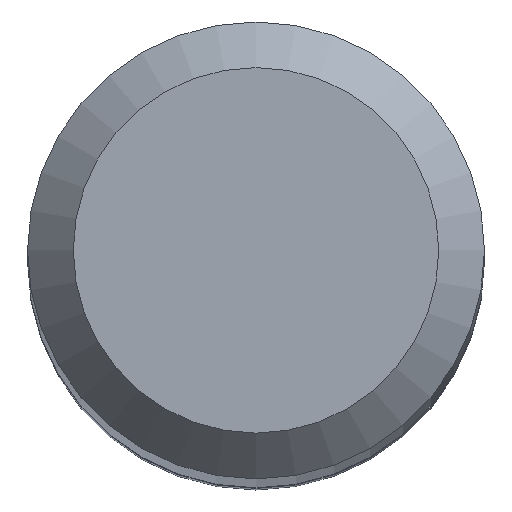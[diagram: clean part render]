
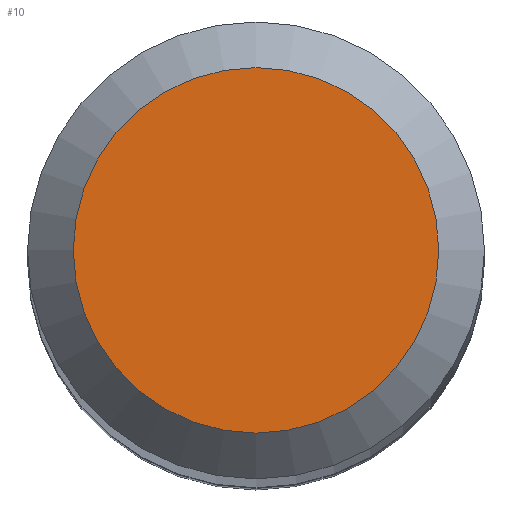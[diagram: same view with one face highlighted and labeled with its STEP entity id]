
A CAD part, top view. The second image highlights one B-rep face of the part: STEP entity #10.
In plain terms, the highlighted planar face has unit normal (0, 0, 1).
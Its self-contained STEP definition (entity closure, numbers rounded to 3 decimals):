
#10 = ADVANCED_FACE ( 'NONE', ( #85 ), #210, .F. ) ;
#42 = CARTESIAN_POINT ( 'NONE',  ( 0., 1.6, 57. ) ) ;
#53 = ORIENTED_EDGE ( 'NONE', *, *, #222, .F. ) ;
#85 = FACE_OUTER_BOUND ( 'NONE', #128, .T. ) ;
#121 = DIRECTION ( 'NONE',  ( 0., 1., 0. ) ) ;
#123 = AXIS2_PLACEMENT_3D ( 'NONE', #145, #235, #146 ) ;
#125 = AXIS2_PLACEMENT_3D ( 'NONE', #187, #231, #121 ) ;
#128 = EDGE_LOOP ( 'NONE', ( #53 ) ) ;
#145 = CARTESIAN_POINT ( 'NONE',  ( 0., 0., 57. ) ) ;
#146 = DIRECTION ( 'NONE',  ( 0., 1., 0. ) ) ;
#178 = VERTEX_POINT ( 'NONE', #42 ) ;
#187 = CARTESIAN_POINT ( 'NONE',  ( 0., 0., 57. ) ) ;
#210 = PLANE ( 'NONE',  #125 ) ;
#222 = EDGE_CURVE ( 'NONE', #178, #178, #248, .T. ) ;
#231 = DIRECTION ( 'NONE',  ( 0., 0., -1. ) ) ;
#235 = DIRECTION ( 'NONE',  ( 0., 0., -1. ) ) ;
#248 = CIRCLE ( 'NONE', #123, 1.6 ) ;
